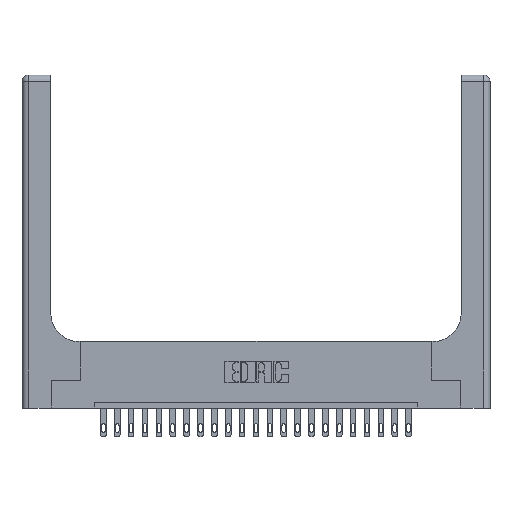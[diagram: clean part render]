
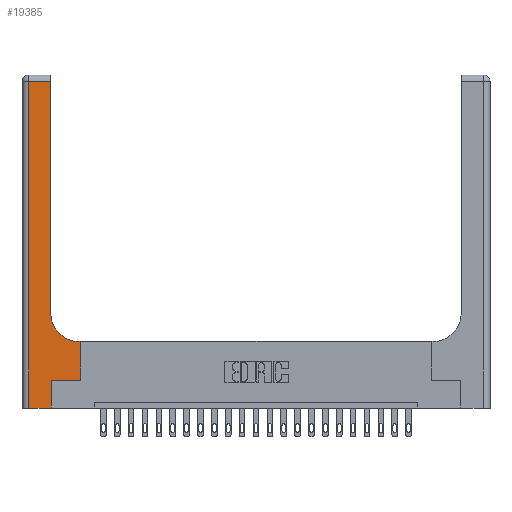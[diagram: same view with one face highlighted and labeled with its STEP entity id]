
A CAD part, top view. The second image highlights one B-rep face of the part: STEP entity #19385.
In plain terms, the highlighted planar face has unit normal (0, 0, 1).
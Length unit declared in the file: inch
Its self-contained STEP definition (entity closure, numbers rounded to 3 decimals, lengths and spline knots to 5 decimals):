
#18 = AXIS2_PLACEMENT_3D ( 'NONE', #17218, #18908, #229 ) ;
#229 = DIRECTION ( 'NONE',  ( -1., 0., 0. ) ) ;
#444 = ORIENTED_EDGE ( 'NONE', *, *, #8913, .T. ) ;
#661 = DIRECTION ( 'NONE',  ( -1., 0., 0. ) ) ;
#769 = DIRECTION ( 'NONE',  ( 0., 1., 0. ) ) ;
#954 = CARTESIAN_POINT ( 'NONE',  ( 0.265, 0., 0.37 ) ) ;
#1813 = VERTEX_POINT ( 'NONE', #6773 ) ;
#1971 = EDGE_CURVE ( 'NONE', #8417, #4705, #12525, .T. ) ;
#2046 = CARTESIAN_POINT ( 'NONE',  ( 0.528, 0.25, 0.37 ) ) ;
#2232 = CARTESIAN_POINT ( 'NONE',  ( 0.26, 3., 0.37 ) ) ;
#3123 = ORIENTED_EDGE ( 'NONE', *, *, #10474, .T. ) ;
#3482 = CARTESIAN_POINT ( 'NONE',  ( 0.06, 3., 0.37 ) ) ;
#3518 = ORIENTED_EDGE ( 'NONE', *, *, #3884, .T. ) ;
#3599 = EDGE_CURVE ( 'NONE', #1813, #8417, #17886, .T. ) ;
#3884 = EDGE_CURVE ( 'NONE', #22051, #15750, #10324, .T. ) ;
#4103 = VECTOR ( 'NONE', #769, 39.37008 ) ;
#4705 = VERTEX_POINT ( 'NONE', #4921 ) ;
#4719 = LINE ( 'NONE', #9493, #9047 ) ;
#4921 = CARTESIAN_POINT ( 'NONE',  ( 0.26, 2.94, 0.37 ) ) ;
#5068 = DIRECTION ( 'NONE',  ( 0., 1., 0. ) ) ;
#6248 = DIRECTION ( 'NONE',  ( 1., 0., 0. ) ) ;
#6306 = DIRECTION ( 'NONE',  ( -1., 0., 0. ) ) ;
#6599 = VECTOR ( 'NONE', #5068, 39.37008 ) ;
#6773 = CARTESIAN_POINT ( 'NONE',  ( 0.51, 0.6, 0.37 ) ) ;
#8417 = VERTEX_POINT ( 'NONE', #19594 ) ;
#8462 = CARTESIAN_POINT ( 'NONE',  ( 0.265, 0.25, 0.37 ) ) ;
#8913 = EDGE_CURVE ( 'NONE', #4705, #20081, #17634, .T. ) ;
#9047 = VECTOR ( 'NONE', #6306, 39.37008 ) ;
#9195 = EDGE_CURVE ( 'NONE', #11113, #13227, #22271, .T. ) ;
#9324 = LINE ( 'NONE', #16215, #10137 ) ;
#9493 = CARTESIAN_POINT ( 'NONE',  ( 0.26, 0.6, 0.37 ) ) ;
#10137 = VECTOR ( 'NONE', #6248, 39.37008 ) ;
#10324 = LINE ( 'NONE', #2046, #17108 ) ;
#10336 = ORIENTED_EDGE ( 'NONE', *, *, #9195, .T. ) ;
#10474 = EDGE_CURVE ( 'NONE', #20081, #19510, #15247, .T. ) ;
#11113 = VERTEX_POINT ( 'NONE', #954 ) ;
#11744 = DIRECTION ( 'NONE',  ( 1., 0., 0. ) ) ;
#12011 = PLANE ( 'NONE',  #18 ) ;
#12365 = DIRECTION ( 'NONE',  ( 0., 0., -1. ) ) ;
#12477 = CARTESIAN_POINT ( 'NONE',  ( 0.51, 0.85, 0.37 ) ) ;
#12525 = LINE ( 'NONE', #2232, #4103 ) ;
#13132 = ORIENTED_EDGE ( 'NONE', *, *, #3599, .T. ) ;
#13227 = VERTEX_POINT ( 'NONE', #17837 ) ;
#13354 = ORIENTED_EDGE ( 'NONE', *, *, #14059, .T. ) ;
#13592 = FACE_OUTER_BOUND ( 'NONE', #17428, .T. ) ;
#13821 = CARTESIAN_POINT ( 'NONE',  ( 0.528, 0.25, 0.37 ) ) ;
#14059 = EDGE_CURVE ( 'NONE', #13227, #22051, #15248, .T. ) ;
#14249 = ORIENTED_EDGE ( 'NONE', *, *, #21291, .T. ) ;
#14424 = VECTOR ( 'NONE', #11744, 39.37008 ) ;
#15009 = CARTESIAN_POINT ( 'NONE',  ( 0.06, 2.94, 0.37 ) ) ;
#15247 = LINE ( 'NONE', #3482, #18641 ) ;
#15248 = LINE ( 'NONE', #8462, #14424 ) ;
#15750 = VERTEX_POINT ( 'NONE', #16262 ) ;
#16215 = CARTESIAN_POINT ( 'NONE',  ( 0., 0., 0.37 ) ) ;
#16262 = CARTESIAN_POINT ( 'NONE',  ( 0.528, 0.6, 0.37 ) ) ;
#16295 = CARTESIAN_POINT ( 'NONE',  ( 0.06, 0., 0.37 ) ) ;
#17108 = VECTOR ( 'NONE', #19242, 39.37008 ) ;
#17178 = DIRECTION ( 'NONE',  ( 0., -1., 0. ) ) ;
#17218 = CARTESIAN_POINT ( 'NONE',  ( 0., 3., 0.37 ) ) ;
#17428 = EDGE_LOOP ( 'NONE', ( #20077, #444, #3123, #17540, #10336, #13354, #3518, #14249, #13132 ) ) ;
#17540 = ORIENTED_EDGE ( 'NONE', *, *, #19027, .T. ) ;
#17634 = LINE ( 'NONE', #19557, #18862 ) ;
#17837 = CARTESIAN_POINT ( 'NONE',  ( 0.265, 0.25, 0.37 ) ) ;
#17886 = CIRCLE ( 'NONE', #21460, 0.25 ) ;
#18641 = VECTOR ( 'NONE', #17178, 39.37008 ) ;
#18862 = VECTOR ( 'NONE', #661, 39.37008 ) ;
#18908 = DIRECTION ( 'NONE',  ( 0., 0., -1. ) ) ;
#19027 = EDGE_CURVE ( 'NONE', #19510, #11113, #9324, .T. ) ;
#19242 = DIRECTION ( 'NONE',  ( 0., 1., 0. ) ) ;
#19375 = DIRECTION ( 'NONE',  ( 1., 0., 0. ) ) ;
#19385 = ADVANCED_FACE ( 'NONE', ( #13592 ), #12011, .F. ) ;
#19510 = VERTEX_POINT ( 'NONE', #16295 ) ;
#19557 = CARTESIAN_POINT ( 'NONE',  ( 0., 2.94, 0.37 ) ) ;
#19594 = CARTESIAN_POINT ( 'NONE',  ( 0.26, 0.85, 0.37 ) ) ;
#20077 = ORIENTED_EDGE ( 'NONE', *, *, #1971, .T. ) ;
#20081 = VERTEX_POINT ( 'NONE', #15009 ) ;
#20341 = CARTESIAN_POINT ( 'NONE',  ( 0.265, 0., 0.37 ) ) ;
#21291 = EDGE_CURVE ( 'NONE', #15750, #1813, #4719, .T. ) ;
#21460 = AXIS2_PLACEMENT_3D ( 'NONE', #12477, #12365, #19375 ) ;
#22051 = VERTEX_POINT ( 'NONE', #13821 ) ;
#22271 = LINE ( 'NONE', #20341, #6599 ) ;
